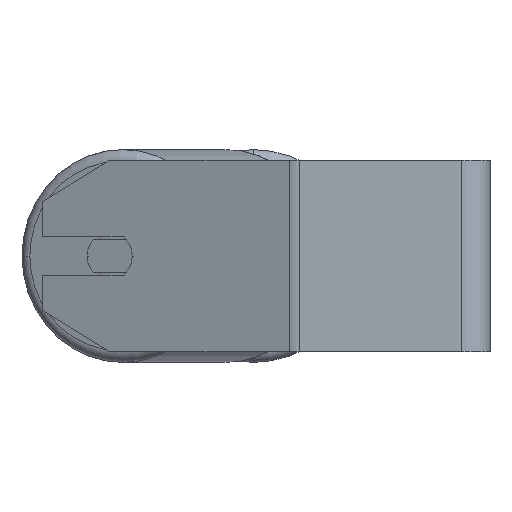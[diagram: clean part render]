
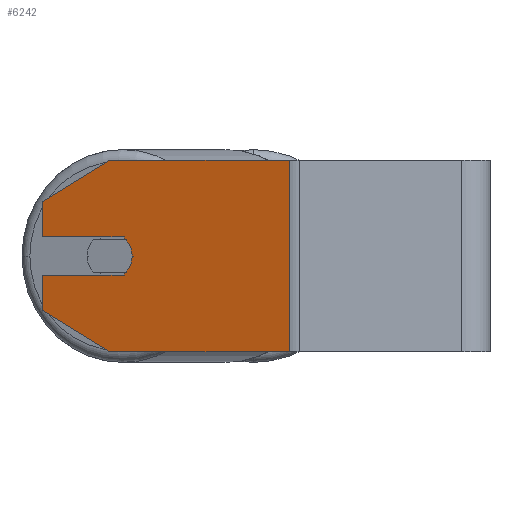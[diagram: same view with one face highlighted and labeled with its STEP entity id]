
A CAD part, left-side view. The second image highlights one B-rep face of the part: STEP entity #6242.
In plain terms, the highlighted planar face has unit normal (-0.94, 0.342, 0).
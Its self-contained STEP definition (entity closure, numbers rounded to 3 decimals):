
#274 = CARTESIAN_POINT ( 'NONE',  ( -243.987, 153.392, -8. ) ) ;
#279 = CARTESIAN_POINT ( 'NONE',  ( -241.935, 159.03, 0. ) ) ;
#337 = DIRECTION ( 'NONE',  ( -0.342, -0.94, 0. ) ) ;
#358 = DIRECTION ( 'NONE',  ( -0.94, 0.342, 0. ) ) ;
#383 = CARTESIAN_POINT ( 'NONE',  ( -241.935, 159.03, -40. ) ) ;
#444 = LINE ( 'NONE', #4327, #526 ) ;
#486 = ORIENTED_EDGE ( 'NONE', *, *, #2954, .F. ) ;
#526 = VECTOR ( 'NONE', #5089, 1000. ) ;
#551 = LINE ( 'NONE', #383, #1575 ) ;
#591 = DIRECTION ( 'NONE',  ( 0., 0., -1. ) ) ;
#889 = VECTOR ( 'NONE', #6075, 1000. ) ;
#890 = DIRECTION ( 'NONE',  ( 0., 0., -1. ) ) ;
#1195 = EDGE_CURVE ( 'NONE', #1753, #8372, #2927, .T. ) ;
#1287 = EDGE_CURVE ( 'NONE', #2981, #2765, #5103, .T. ) ;
#1356 = LINE ( 'NONE', #1952, #7988 ) ;
#1575 = VECTOR ( 'NONE', #1786, 1000. ) ;
#1745 = VECTOR ( 'NONE', #2145, 1000. ) ;
#1753 = VERTEX_POINT ( 'NONE', #6550 ) ;
#1786 = DIRECTION ( 'NONE',  ( -0.296, -0.814, -0.5 ) ) ;
#1880 = FACE_OUTER_BOUND ( 'NONE', #5400, .T. ) ;
#1952 = CARTESIAN_POINT ( 'NONE',  ( -231.675, 187.221, 40. ) ) ;
#2145 = DIRECTION ( 'NONE',  ( -0.342, -0.94, 0. ) ) ;
#2220 = ORIENTED_EDGE ( 'NONE', *, *, #1287, .T. ) ;
#2226 = EDGE_CURVE ( 'NONE', #4470, #1753, #2256, .T. ) ;
#2256 = CIRCLE ( 'NONE', #2401, 10. ) ;
#2315 = EDGE_CURVE ( 'NONE', #6144, #2981, #551, .T. ) ;
#2401 = AXIS2_PLACEMENT_3D ( 'NONE', #2810, #4739, #337 ) ;
#2514 = CARTESIAN_POINT ( 'NONE',  ( -269.276, 83.911, 40. ) ) ;
#2662 = VECTOR ( 'NONE', #6573, 1000. ) ;
#2765 = VERTEX_POINT ( 'NONE', #7661 ) ;
#2810 = CARTESIAN_POINT ( 'NONE',  ( -241.935, 159.03, 0. ) ) ;
#2869 = CARTESIAN_POINT ( 'NONE',  ( -243.987, 153.392, -8. ) ) ;
#2881 = LINE ( 'NONE', #6133, #6829 ) ;
#2927 = CIRCLE ( 'NONE', #3350, 10. ) ;
#2954 = EDGE_CURVE ( 'NONE', #4440, #4470, #7407, .T. ) ;
#2981 = VERTEX_POINT ( 'NONE', #4800 ) ;
#3123 = CARTESIAN_POINT ( 'NONE',  ( -231.675, 187.221, 8. ) ) ;
#3350 = AXIS2_PLACEMENT_3D ( 'NONE', #279, #358, #8082 ) ;
#3435 = LINE ( 'NONE', #8001, #1745 ) ;
#3509 = DIRECTION ( 'NONE',  ( 0.296, 0.814, -0.5 ) ) ;
#3568 = EDGE_CURVE ( 'NONE', #4440, #6144, #1356, .T. ) ;
#4322 = VECTOR ( 'NONE', #3509, 1000. ) ;
#4327 = CARTESIAN_POINT ( 'NONE',  ( -243.987, 153.392, 8. ) ) ;
#4440 = VERTEX_POINT ( 'NONE', #5344 ) ;
#4470 = VERTEX_POINT ( 'NONE', #274 ) ;
#4479 = EDGE_CURVE ( 'NONE', #7323, #6874, #7951, .T. ) ;
#4619 = DIRECTION ( 'NONE',  ( 0.342, 0.94, 0. ) ) ;
#4632 = AXIS2_PLACEMENT_3D ( 'NONE', #5208, #7187, #4619 ) ;
#4739 = DIRECTION ( 'NONE',  ( -0.94, 0.342, 0. ) ) ;
#4800 = CARTESIAN_POINT ( 'NONE',  ( -241.935, 159.03, -40. ) ) ;
#4864 = LINE ( 'NONE', #7427, #6821 ) ;
#5089 = DIRECTION ( 'NONE',  ( 0.342, 0.94, 0. ) ) ;
#5103 = LINE ( 'NONE', #5275, #2662 ) ;
#5179 = VERTEX_POINT ( 'NONE', #2514 ) ;
#5208 = CARTESIAN_POINT ( 'NONE',  ( -231.675, 187.221, 40. ) ) ;
#5275 = CARTESIAN_POINT ( 'NONE',  ( -231.675, 187.221, -40. ) ) ;
#5344 = CARTESIAN_POINT ( 'NONE',  ( -231.675, 187.221, -8. ) ) ;
#5400 = EDGE_LOOP ( 'NONE', ( #7334, #486, #6734, #6920, #2220, #7962, #5524, #6407, #5928, #6181, #6706 ) ) ;
#5483 = DIRECTION ( 'NONE',  ( 0., 0., -1. ) ) ;
#5524 = ORIENTED_EDGE ( 'NONE', *, *, #5671, .F. ) ;
#5671 = EDGE_CURVE ( 'NONE', #7323, #5179, #3435, .T. ) ;
#5712 = EDGE_CURVE ( 'NONE', #8372, #5753, #444, .T. ) ;
#5753 = VERTEX_POINT ( 'NONE', #3123 ) ;
#5845 = PLANE ( 'NONE',  #4632 ) ;
#5928 = ORIENTED_EDGE ( 'NONE', *, *, #7605, .T. ) ;
#6075 = DIRECTION ( 'NONE',  ( -0.342, -0.94, 0. ) ) ;
#6121 = CARTESIAN_POINT ( 'NONE',  ( -243.987, 153.392, 8. ) ) ;
#6133 = CARTESIAN_POINT ( 'NONE',  ( -269.276, 83.911, 40. ) ) ;
#6144 = VERTEX_POINT ( 'NONE', #7058 ) ;
#6181 = ORIENTED_EDGE ( 'NONE', *, *, #5712, .F. ) ;
#6242 = ADVANCED_FACE ( 'NONE', ( #1880 ), #5845, .F. ) ;
#6407 = ORIENTED_EDGE ( 'NONE', *, *, #4479, .T. ) ;
#6550 = CARTESIAN_POINT ( 'NONE',  ( -245.355, 149.633, 0. ) ) ;
#6573 = DIRECTION ( 'NONE',  ( -0.342, -0.94, 0. ) ) ;
#6706 = ORIENTED_EDGE ( 'NONE', *, *, #1195, .F. ) ;
#6734 = ORIENTED_EDGE ( 'NONE', *, *, #3568, .T. ) ;
#6821 = VECTOR ( 'NONE', #890, 1000. ) ;
#6829 = VECTOR ( 'NONE', #5483, 1000. ) ;
#6874 = VERTEX_POINT ( 'NONE', #6995 ) ;
#6920 = ORIENTED_EDGE ( 'NONE', *, *, #2315, .T. ) ;
#6995 = CARTESIAN_POINT ( 'NONE',  ( -231.675, 187.221, 22.679 ) ) ;
#7058 = CARTESIAN_POINT ( 'NONE',  ( -231.675, 187.221, -22.679 ) ) ;
#7187 = DIRECTION ( 'NONE',  ( 0.94, -0.342, 0. ) ) ;
#7323 = VERTEX_POINT ( 'NONE', #7688 ) ;
#7334 = ORIENTED_EDGE ( 'NONE', *, *, #2226, .F. ) ;
#7361 = CARTESIAN_POINT ( 'NONE',  ( -231.675, 187.221, 22.679 ) ) ;
#7407 = LINE ( 'NONE', #2869, #889 ) ;
#7427 = CARTESIAN_POINT ( 'NONE',  ( -231.675, 187.221, 40. ) ) ;
#7605 = EDGE_CURVE ( 'NONE', #6874, #5753, #4864, .T. ) ;
#7661 = CARTESIAN_POINT ( 'NONE',  ( -269.276, 83.911, -40. ) ) ;
#7688 = CARTESIAN_POINT ( 'NONE',  ( -241.935, 159.03, 40. ) ) ;
#7951 = LINE ( 'NONE', #7361, #4322 ) ;
#7962 = ORIENTED_EDGE ( 'NONE', *, *, #8068, .F. ) ;
#7988 = VECTOR ( 'NONE', #591, 1000. ) ;
#8001 = CARTESIAN_POINT ( 'NONE',  ( -231.675, 187.221, 40. ) ) ;
#8068 = EDGE_CURVE ( 'NONE', #5179, #2765, #2881, .T. ) ;
#8082 = DIRECTION ( 'NONE',  ( -0.342, -0.94, 0. ) ) ;
#8372 = VERTEX_POINT ( 'NONE', #6121 ) ;
